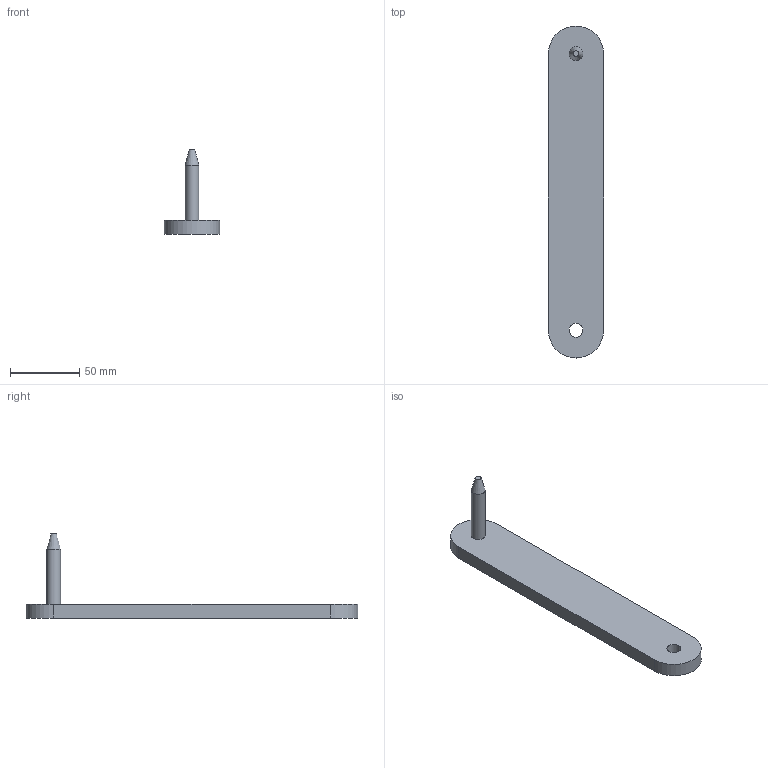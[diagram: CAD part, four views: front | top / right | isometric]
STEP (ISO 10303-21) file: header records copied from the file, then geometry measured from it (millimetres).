
FILE_DESCRIPTION(/* description */ (''),/* implementation_level */ '2;1');
FILE_NAME(/* name */ 'barra2 v2.step',/* time_stamp */ '2021-07-15T23:19:25-05:00',/* author */ (''),/* organization */ (''),/* preprocessor_version */ 'ST-DEVELOPER v18.1',/* originating_system */ 'Autodesk Translation Framework v10.9.0.1377',/* authorisation */ '');
FILE_SCHEMA (('AUTOMOTIVE_DESIGN { 1 0 10303 214 3 1 1 }'));
Length unit declared in the file: millimetre
Products named in the file (1): barra2
Bounding box: 40 x 240 x 61 mm (x, y, z)
Volume: 95377.3 mm3; surface area: 25370.6 mm2
Topology: 1 solids, 1 shells, 10 faces, 20 edges, 13 vertices
Faces by surface type: plane 5, cylinder 4, cone 1
Full cylindrical faces by diameter (mm): 10 x2
Entity records: 302 total; most frequent: DIRECTION 51, CARTESIAN_POINT 44, ORIENTED_EDGE 40, EDGE_CURVE 20, AXIS2_PLACEMENT_3D 20, EDGE_LOOP 13, VERTEX_POINT 13, LINE 11
